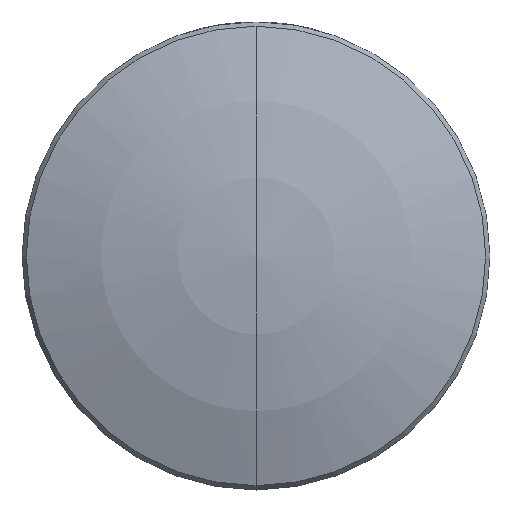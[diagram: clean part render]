
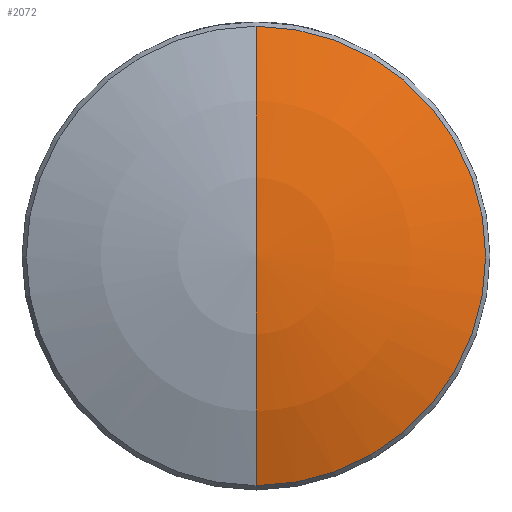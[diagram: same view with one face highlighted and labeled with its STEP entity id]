
A CAD part, top view. The second image highlights one B-rep face of the part: STEP entity #2072.
In plain terms, the highlighted toroidal (fillet/blend) face has major radius 0.007 mm and minor radius 34.5 mm.
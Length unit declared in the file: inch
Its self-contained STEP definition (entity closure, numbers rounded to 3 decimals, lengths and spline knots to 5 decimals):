
#9 = DIRECTION ( 'NONE',  ( 0., 0., -1. ) ) ;
#304 = TOROIDAL_SURFACE ( 'NONE', #882, 0.00026, 1.35827 ) ;
#461 = DIRECTION ( 'NONE',  ( 0., 1., 0. ) ) ;
#486 = VERTEX_POINT ( 'NONE', #823 ) ;
#538 = DIRECTION ( 'NONE',  ( 0., 1., 0. ) ) ;
#625 = ORIENTED_EDGE ( 'NONE', *, *, #1041, .F. ) ;
#790 = CIRCLE ( 'NONE', #1749, 1.35827 ) ;
#823 = CARTESIAN_POINT ( 'NONE',  ( 0., -0.49088, 0.08231 ) ) ;
#860 = CARTESIAN_POINT ( 'NONE',  ( 0., 0.00026, -1.18425 ) ) ;
#867 = DIRECTION ( 'NONE',  ( -1., 0., 0. ) ) ;
#882 = AXIS2_PLACEMENT_3D ( 'NONE', #1013, #9, #538 ) ;
#987 = CARTESIAN_POINT ( 'NONE',  ( 0., 0.49088, 0.08231 ) ) ;
#1013 = CARTESIAN_POINT ( 'NONE',  ( 0., 0., -1.18425 ) ) ;
#1032 = CARTESIAN_POINT ( 'NONE',  ( 0., 0., 0.17402 ) ) ;
#1041 = EDGE_CURVE ( 'NONE', #1440, #1962, #790, .T. ) ;
#1053 = DIRECTION ( 'NONE',  ( 0., 0., 1. ) ) ;
#1118 = AXIS2_PLACEMENT_3D ( 'NONE', #1628, #1124, #461 ) ;
#1124 = DIRECTION ( 'NONE',  ( 1., 0., 0. ) ) ;
#1145 = CARTESIAN_POINT ( 'NONE',  ( 0., 0., 0.08231 ) ) ;
#1270 = FACE_OUTER_BOUND ( 'NONE', #1392, .T. ) ;
#1321 = DIRECTION ( 'NONE',  ( 0., 0., 1. ) ) ;
#1392 = EDGE_LOOP ( 'NONE', ( #625, #1611, #2020 ) ) ;
#1426 = CIRCLE ( 'NONE', #1118, 1.35827 ) ;
#1440 = VERTEX_POINT ( 'NONE', #1032 ) ;
#1611 = ORIENTED_EDGE ( 'NONE', *, *, #1804, .T. ) ;
#1628 = CARTESIAN_POINT ( 'NONE',  ( 0., -0.00026, -1.18425 ) ) ;
#1643 = CIRCLE ( 'NONE', #1710, 0.49088 ) ;
#1710 = AXIS2_PLACEMENT_3D ( 'NONE', #1145, #1321, #1807 ) ;
#1749 = AXIS2_PLACEMENT_3D ( 'NONE', #860, #867, #1053 ) ;
#1804 = EDGE_CURVE ( 'NONE', #1440, #486, #1426, .T. ) ;
#1807 = DIRECTION ( 'NONE',  ( 0., 1., 0. ) ) ;
#1911 = EDGE_CURVE ( 'NONE', #486, #1962, #1643, .T. ) ;
#1962 = VERTEX_POINT ( 'NONE', #987 ) ;
#2020 = ORIENTED_EDGE ( 'NONE', *, *, #1911, .T. ) ;
#2072 = ADVANCED_FACE ( 'NONE', ( #1270 ), #304, .T. ) ;
